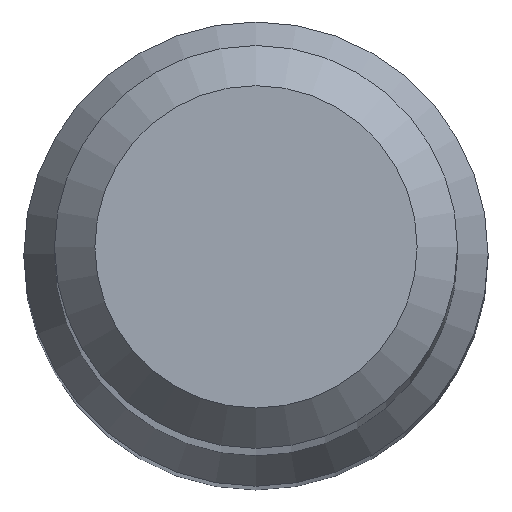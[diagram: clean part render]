
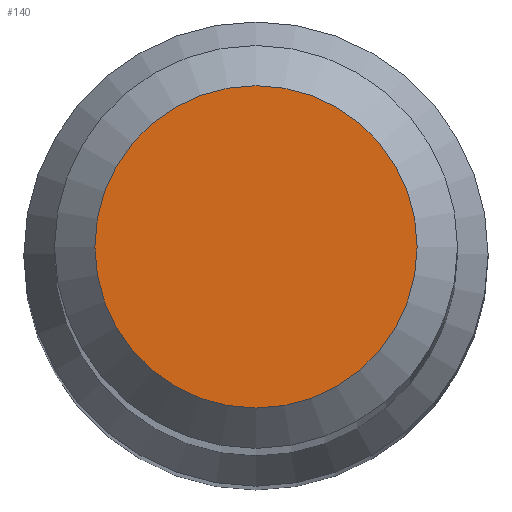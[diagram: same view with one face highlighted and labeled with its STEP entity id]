
A CAD part, top view. The second image highlights one B-rep face of the part: STEP entity #140.
In plain terms, the highlighted planar face has unit normal (0, 0, 1).
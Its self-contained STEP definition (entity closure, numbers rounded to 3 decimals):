
#14 = CARTESIAN_POINT ( 'NONE',  ( 0., 0., 63. ) ) ;
#28 = ORIENTED_EDGE ( 'NONE', *, *, #45, .F. ) ;
#31 = PLANE ( 'NONE',  #239 ) ;
#45 = EDGE_CURVE ( 'NONE', #79, #79, #135, .T. ) ;
#68 = FACE_OUTER_BOUND ( 'NONE', #193, .T. ) ;
#79 = VERTEX_POINT ( 'NONE', #177 ) ;
#91 = DIRECTION ( 'NONE',  ( 0., 1., 0. ) ) ;
#108 = CARTESIAN_POINT ( 'NONE',  ( 0., 0., 63. ) ) ;
#135 = CIRCLE ( 'NONE', #226, 1.6 ) ;
#140 = ADVANCED_FACE ( 'NONE', ( #68 ), #31, .F. ) ;
#147 = DIRECTION ( 'NONE',  ( 0., 0., -1. ) ) ;
#177 = CARTESIAN_POINT ( 'NONE',  ( 0., 1.6, 63. ) ) ;
#193 = EDGE_LOOP ( 'NONE', ( #28 ) ) ;
#223 = DIRECTION ( 'NONE',  ( 0., 1., 0. ) ) ;
#226 = AXIS2_PLACEMENT_3D ( 'NONE', #14, #147, #91 ) ;
#238 = DIRECTION ( 'NONE',  ( 0., 0., -1. ) ) ;
#239 = AXIS2_PLACEMENT_3D ( 'NONE', #108, #238, #223 ) ;
